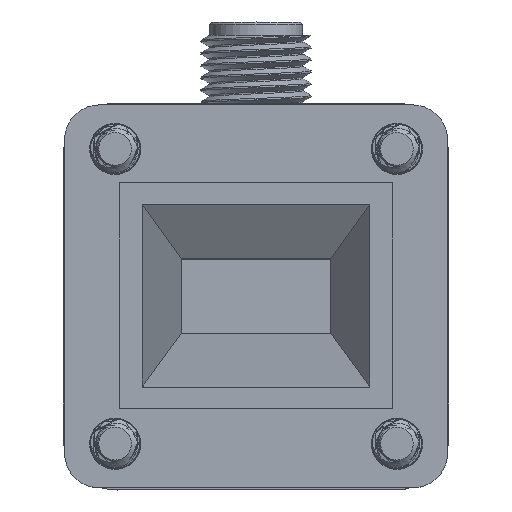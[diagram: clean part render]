
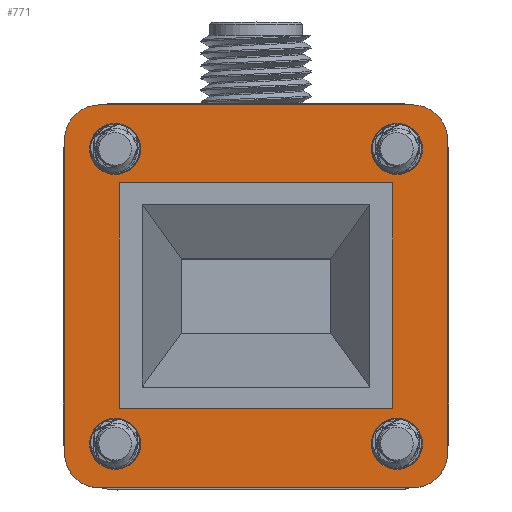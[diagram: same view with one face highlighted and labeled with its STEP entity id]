
A CAD part, top view. The second image highlights one B-rep face of the part: STEP entity #771.
In plain terms, the highlighted planar face has unit normal (0, 0, 1).
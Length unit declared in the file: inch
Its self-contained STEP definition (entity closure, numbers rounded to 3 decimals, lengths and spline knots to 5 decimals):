
#145 = AXIS2_PLACEMENT_3D ( 'NONE', #14117, #1502, #15280 ) ;
#252 = FACE_BOUND ( 'NONE', #2886, .T. ) ;
#528 = CIRCLE ( 'NONE', #9019, 0.05807 ) ;
#771 = ADVANCED_FACE ( 'NONE', ( #1347, #11462, #252, #9109, #10204, #14354 ), #9024, .F. ) ;
#907 = CARTESIAN_POINT ( 'NONE',  ( -0.39311, 0.32008, 1.59805 ) ) ;
#917 = EDGE_CURVE ( 'NONE', #14362, #9403, #8689, .T. ) ;
#1014 = VERTEX_POINT ( 'NONE', #4913 ) ;
#1121 = VERTEX_POINT ( 'NONE', #5916 ) ;
#1154 = DIRECTION ( 'NONE',  ( -1., 0., 0. ) ) ;
#1258 = ORIENTED_EDGE ( 'NONE', *, *, #1455, .F. ) ;
#1330 = LINE ( 'NONE', #14013, #6663 ) ;
#1347 = FACE_BOUND ( 'NONE', #13703, .T. ) ;
#1450 = CARTESIAN_POINT ( 'NONE',  ( -0.3563, -0.3563, 1.59805 ) ) ;
#1455 = EDGE_CURVE ( 'NONE', #6822, #9647, #4697, .T. ) ;
#1477 = CARTESIAN_POINT ( 'NONE',  ( 0.14406, -0.22906, 1.59805 ) ) ;
#1491 = CARTESIAN_POINT ( 'NONE',  ( 0.43504, 0.3563, 1.59805 ) ) ;
#1502 = DIRECTION ( 'NONE',  ( 0., 0., -1. ) ) ;
#1585 = AXIS2_PLACEMENT_3D ( 'NONE', #15380, #5367, #2533 ) ;
#1662 = CARTESIAN_POINT ( 'NONE',  ( 0.3563, -0.43504, 1.59805 ) ) ;
#1701 = DIRECTION ( 'NONE',  ( -1., 0., 0. ) ) ;
#1762 = ORIENTED_EDGE ( 'NONE', *, *, #11438, .T. ) ;
#1944 = CARTESIAN_POINT ( 'NONE',  ( 0.3563, 0.3563, 1.59805 ) ) ;
#2533 = DIRECTION ( 'NONE',  ( -1., 0., 0. ) ) ;
#2566 = LINE ( 'NONE', #15176, #8955 ) ;
#2698 = AXIS2_PLACEMENT_3D ( 'NONE', #12430, #16405, #6081 ) ;
#2712 = DIRECTION ( 'NONE',  ( -1., 0., 0. ) ) ;
#2763 = ORIENTED_EDGE ( 'NONE', *, *, #14520, .T. ) ;
#2808 = CARTESIAN_POINT ( 'NONE',  ( -0.3563, -0.22906, 1.59805 ) ) ;
#2836 = EDGE_LOOP ( 'NONE', ( #1762 ) ) ;
#2886 = EDGE_LOOP ( 'NONE', ( #2763 ) ) ;
#3192 = CARTESIAN_POINT ( 'NONE',  ( 0.33504, -0.32008, 1.59805 ) ) ;
#3806 = EDGE_CURVE ( 'NONE', #9647, #7490, #2566, .T. ) ;
#3878 = EDGE_CURVE ( 'NONE', #1121, #14362, #16253, .T. ) ;
#3899 = EDGE_CURVE ( 'NONE', #10672, #13012, #9895, .T. ) ;
#3950 = VERTEX_POINT ( 'NONE', #1477 ) ;
#4327 = CARTESIAN_POINT ( 'NONE',  ( -0.3563, 0.3563, 1.59805 ) ) ;
#4497 = CARTESIAN_POINT ( 'NONE',  ( 0.27697, 0.32008, 1.59805 ) ) ;
#4517 = CIRCLE ( 'NONE', #13869, 0.07874 ) ;
#4592 = EDGE_CURVE ( 'NONE', #7513, #1121, #7436, .T. ) ;
#4697 = LINE ( 'NONE', #8086, #12714 ) ;
#4896 = EDGE_CURVE ( 'NONE', #9403, #1014, #6039, .T. ) ;
#4913 = CARTESIAN_POINT ( 'NONE',  ( -0.43504, -0.3563, 1.59805 ) ) ;
#4960 = LINE ( 'NONE', #12658, #7479 ) ;
#5018 = DIRECTION ( 'NONE',  ( 1., 0., 0. ) ) ;
#5367 = DIRECTION ( 'NONE',  ( 0., 0., -1. ) ) ;
#5645 = CARTESIAN_POINT ( 'NONE',  ( 0.33504, 0.32008, 1.59805 ) ) ;
#5753 = VERTEX_POINT ( 'NONE', #4497 ) ;
#5871 = DIRECTION ( 'NONE',  ( -1., 0., 0. ) ) ;
#5916 = CARTESIAN_POINT ( 'NONE',  ( 0.3563, 0.43504, 1.59805 ) ) ;
#6039 = LINE ( 'NONE', #11137, #13042 ) ;
#6051 = DIRECTION ( 'NONE',  ( 0., 1., 0. ) ) ;
#6081 = DIRECTION ( 'NONE',  ( -1., 0., 0. ) ) ;
#6397 = EDGE_CURVE ( 'NONE', #13012, #7513, #4960, .T. ) ;
#6498 = CARTESIAN_POINT ( 'NONE',  ( -0.43504, 0.3563, 1.59805 ) ) ;
#6566 = DIRECTION ( 'NONE',  ( 0., 0., -1. ) ) ;
#6599 = CARTESIAN_POINT ( 'NONE',  ( -0.3563, -0.43504, 1.59805 ) ) ;
#6644 = EDGE_LOOP ( 'NONE', ( #8070, #12421, #9439, #10330, #12598, #6790, #13918, #16242 ) ) ;
#6663 = VECTOR ( 'NONE', #11442, 39.37008 ) ;
#6790 = ORIENTED_EDGE ( 'NONE', *, *, #917, .T. ) ;
#6813 = DIRECTION ( 'NONE',  ( 1., 0., 0. ) ) ;
#6822 = VERTEX_POINT ( 'NONE', #12562 ) ;
#6994 = EDGE_LOOP ( 'NONE', ( #11421 ) ) ;
#7025 = CARTESIAN_POINT ( 'NONE',  ( 0.43504, -0.3563, 1.59805 ) ) ;
#7028 = DIRECTION ( 'NONE',  ( 0., 0., -1. ) ) ;
#7412 = CARTESIAN_POINT ( 'NONE',  ( -0.33504, -0.32008, 1.59805 ) ) ;
#7426 = VERTEX_POINT ( 'NONE', #907 ) ;
#7436 = CIRCLE ( 'NONE', #9565, 0.07874 ) ;
#7479 = VECTOR ( 'NONE', #6051, 39.37008 ) ;
#7490 = VERTEX_POINT ( 'NONE', #15506 ) ;
#7513 = VERTEX_POINT ( 'NONE', #1491 ) ;
#7514 = VERTEX_POINT ( 'NONE', #12534 ) ;
#7759 = VECTOR ( 'NONE', #1154, 39.37008 ) ;
#7907 = LINE ( 'NONE', #2808, #12838 ) ;
#8070 = ORIENTED_EDGE ( 'NONE', *, *, #15587, .T. ) ;
#8086 = CARTESIAN_POINT ( 'NONE',  ( -0.3563, 0.22906, 1.59805 ) ) ;
#8384 = VERTEX_POINT ( 'NONE', #15275 ) ;
#8500 = DIRECTION ( 'NONE',  ( -1., 0., 0. ) ) ;
#8689 = CIRCLE ( 'NONE', #9475, 0.07874 ) ;
#8787 = CIRCLE ( 'NONE', #1585, 0.05807 ) ;
#8799 = EDGE_CURVE ( 'NONE', #12117, #12117, #10095, .T. ) ;
#8955 = VECTOR ( 'NONE', #16332, 39.37008 ) ;
#9019 = AXIS2_PLACEMENT_3D ( 'NONE', #3192, #7028, #1701 ) ;
#9024 = PLANE ( 'NONE',  #145 ) ;
#9109 = FACE_BOUND ( 'NONE', #2836, .T. ) ;
#9392 = EDGE_CURVE ( 'NONE', #3950, #6822, #1330, .T. ) ;
#9403 = VERTEX_POINT ( 'NONE', #6498 ) ;
#9439 = ORIENTED_EDGE ( 'NONE', *, *, #6397, .T. ) ;
#9475 = AXIS2_PLACEMENT_3D ( 'NONE', #4327, #10935, #13430 ) ;
#9565 = AXIS2_PLACEMENT_3D ( 'NONE', #1944, #12226, #5871 ) ;
#9647 = VERTEX_POINT ( 'NONE', #13647 ) ;
#9895 = CIRCLE ( 'NONE', #2698, 0.07874 ) ;
#9929 = DIRECTION ( 'NONE',  ( 0., 0., -1. ) ) ;
#9931 = EDGE_CURVE ( 'NONE', #1014, #8384, #4517, .T. ) ;
#10095 = CIRCLE ( 'NONE', #12494, 0.05807 ) ;
#10204 = FACE_OUTER_BOUND ( 'NONE', #6644, .T. ) ;
#10330 = ORIENTED_EDGE ( 'NONE', *, *, #4592, .T. ) ;
#10442 = ORIENTED_EDGE ( 'NONE', *, *, #15120, .T. ) ;
#10672 = VERTEX_POINT ( 'NONE', #1662 ) ;
#10679 = DIRECTION ( 'NONE',  ( -1., 0., 0. ) ) ;
#10705 = CARTESIAN_POINT ( 'NONE',  ( -0.39311, -0.32008, 1.59805 ) ) ;
#10751 = DIRECTION ( 'NONE',  ( -1., 0., 0. ) ) ;
#10935 = DIRECTION ( 'NONE',  ( 0., 0., 1. ) ) ;
#10959 = CIRCLE ( 'NONE', #14948, 0.05807 ) ;
#11074 = EDGE_LOOP ( 'NONE', ( #1258, #15468, #12282, #16184 ) ) ;
#11137 = CARTESIAN_POINT ( 'NONE',  ( -0.43504, -0.3563, 1.59805 ) ) ;
#11143 = CARTESIAN_POINT ( 'NONE',  ( -0.3563, 0.43504, 1.59805 ) ) ;
#11228 = DIRECTION ( 'NONE',  ( 0., -1., 0. ) ) ;
#11421 = ORIENTED_EDGE ( 'NONE', *, *, #8799, .T. ) ;
#11438 = EDGE_CURVE ( 'NONE', #5753, #5753, #10959, .T. ) ;
#11442 = DIRECTION ( 'NONE',  ( 0., 1., 0. ) ) ;
#11458 = EDGE_CURVE ( 'NONE', #7490, #3950, #7907, .T. ) ;
#11462 = FACE_BOUND ( 'NONE', #6994, .T. ) ;
#11468 = LINE ( 'NONE', #6599, #15701 ) ;
#12117 = VERTEX_POINT ( 'NONE', #10705 ) ;
#12226 = DIRECTION ( 'NONE',  ( 0., 0., 1. ) ) ;
#12282 = ORIENTED_EDGE ( 'NONE', *, *, #11458, .F. ) ;
#12421 = ORIENTED_EDGE ( 'NONE', *, *, #3899, .T. ) ;
#12430 = CARTESIAN_POINT ( 'NONE',  ( 0.3563, -0.3563, 1.59805 ) ) ;
#12494 = AXIS2_PLACEMENT_3D ( 'NONE', #7412, #9929, #8500 ) ;
#12521 = CARTESIAN_POINT ( 'NONE',  ( -0.3563, 0.43504, 1.59805 ) ) ;
#12534 = CARTESIAN_POINT ( 'NONE',  ( 0.27697, -0.32008, 1.59805 ) ) ;
#12562 = CARTESIAN_POINT ( 'NONE',  ( 0.14406, 0.22906, 1.59805 ) ) ;
#12598 = ORIENTED_EDGE ( 'NONE', *, *, #3878, .T. ) ;
#12658 = CARTESIAN_POINT ( 'NONE',  ( 0.43504, -0.3563, 1.59805 ) ) ;
#12714 = VECTOR ( 'NONE', #10679, 39.37008 ) ;
#12838 = VECTOR ( 'NONE', #6813, 39.37008 ) ;
#13012 = VERTEX_POINT ( 'NONE', #7025 ) ;
#13042 = VECTOR ( 'NONE', #11228, 39.37008 ) ;
#13430 = DIRECTION ( 'NONE',  ( -1., 0., 0. ) ) ;
#13647 = CARTESIAN_POINT ( 'NONE',  ( -0.14406, 0.22906, 1.59805 ) ) ;
#13703 = EDGE_LOOP ( 'NONE', ( #10442 ) ) ;
#13869 = AXIS2_PLACEMENT_3D ( 'NONE', #1450, #16460, #2712 ) ;
#13918 = ORIENTED_EDGE ( 'NONE', *, *, #4896, .T. ) ;
#14013 = CARTESIAN_POINT ( 'NONE',  ( 0.14406, 0.3563, 1.59805 ) ) ;
#14117 = CARTESIAN_POINT ( 'NONE',  ( -0.3563, 0.3563, 1.59805 ) ) ;
#14354 = FACE_BOUND ( 'NONE', #11074, .T. ) ;
#14362 = VERTEX_POINT ( 'NONE', #11143 ) ;
#14520 = EDGE_CURVE ( 'NONE', #7426, #7426, #8787, .T. ) ;
#14948 = AXIS2_PLACEMENT_3D ( 'NONE', #5645, #6566, #10751 ) ;
#15120 = EDGE_CURVE ( 'NONE', #7514, #7514, #528, .T. ) ;
#15176 = CARTESIAN_POINT ( 'NONE',  ( -0.14406, 0.3563, 1.59805 ) ) ;
#15275 = CARTESIAN_POINT ( 'NONE',  ( -0.3563, -0.43504, 1.59805 ) ) ;
#15280 = DIRECTION ( 'NONE',  ( -1., 0., 0. ) ) ;
#15380 = CARTESIAN_POINT ( 'NONE',  ( -0.33504, 0.32008, 1.59805 ) ) ;
#15468 = ORIENTED_EDGE ( 'NONE', *, *, #9392, .F. ) ;
#15506 = CARTESIAN_POINT ( 'NONE',  ( -0.14406, -0.22906, 1.59805 ) ) ;
#15587 = EDGE_CURVE ( 'NONE', #8384, #10672, #11468, .T. ) ;
#15701 = VECTOR ( 'NONE', #5018, 39.37008 ) ;
#16184 = ORIENTED_EDGE ( 'NONE', *, *, #3806, .F. ) ;
#16242 = ORIENTED_EDGE ( 'NONE', *, *, #9931, .T. ) ;
#16253 = LINE ( 'NONE', #12521, #7759 ) ;
#16332 = DIRECTION ( 'NONE',  ( 0., -1., 0. ) ) ;
#16405 = DIRECTION ( 'NONE',  ( 0., 0., 1. ) ) ;
#16460 = DIRECTION ( 'NONE',  ( 0., 0., 1. ) ) ;
